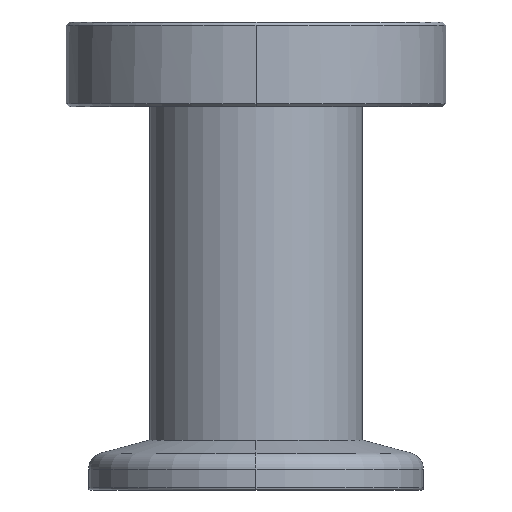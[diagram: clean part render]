
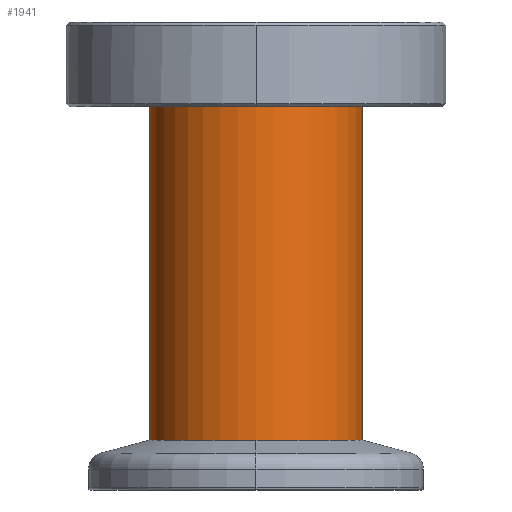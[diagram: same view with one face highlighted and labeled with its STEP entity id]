
A CAD part, front view. The second image highlights one B-rep face of the part: STEP entity #1941.
In plain terms, the highlighted cylindrical face has radius 9.525 mm (diameter 19.05 mm), a partial arc.
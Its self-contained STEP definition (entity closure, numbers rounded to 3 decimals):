
#327 = DIRECTION ( 'NONE',  ( 0., 0., -1. ) ) ;
#344 = EDGE_CURVE ( 'NONE', #654, #1560, #832, .T. ) ;
#410 = AXIS2_PLACEMENT_3D ( 'NONE', #1067, #327, #2271 ) ;
#472 = DIRECTION ( 'NONE',  ( 1., 0., 0. ) ) ;
#482 = EDGE_CURVE ( 'NONE', #1838, #1560, #1820, .T. ) ;
#535 = CARTESIAN_POINT ( 'NONE',  ( 9.525, 0., 16.85 ) ) ;
#633 = VECTOR ( 'NONE', #2614, 1000. ) ;
#654 = VERTEX_POINT ( 'NONE', #2146 ) ;
#724 = CARTESIAN_POINT ( 'NONE',  ( 0., 0., -16.85 ) ) ;
#823 = ORIENTED_EDGE ( 'NONE', *, *, #2564, .F. ) ;
#832 = LINE ( 'NONE', #535, #1325 ) ;
#838 = FACE_OUTER_BOUND ( 'NONE', #1249, .T. ) ;
#863 = CARTESIAN_POINT ( 'NONE',  ( 0., 0., 16.85 ) ) ;
#1067 = CARTESIAN_POINT ( 'NONE',  ( 0., 0., 16.85 ) ) ;
#1107 = DIRECTION ( 'NONE',  ( 1., 0., 0. ) ) ;
#1249 = EDGE_LOOP ( 'NONE', ( #2412, #823, #1789, #3176 ) ) ;
#1325 = VECTOR ( 'NONE', #1985, 1000. ) ;
#1339 = CYLINDRICAL_SURFACE ( 'NONE', #410, 9.525 ) ;
#1500 = CARTESIAN_POINT ( 'NONE',  ( -9.525, 0., -16.85 ) ) ;
#1510 = CIRCLE ( 'NONE', #1913, 9.525 ) ;
#1555 = CARTESIAN_POINT ( 'NONE',  ( 9.525, 0., -16.85 ) ) ;
#1560 = VERTEX_POINT ( 'NONE', #1555 ) ;
#1789 = ORIENTED_EDGE ( 'NONE', *, *, #2175, .T. ) ;
#1820 = CIRCLE ( 'NONE', #2984, 9.525 ) ;
#1838 = VERTEX_POINT ( 'NONE', #1500 ) ;
#1913 = AXIS2_PLACEMENT_3D ( 'NONE', #863, #2560, #1107 ) ;
#1941 = ADVANCED_FACE ( 'NONE', ( #838 ), #1339, .T. ) ;
#1985 = DIRECTION ( 'NONE',  ( 0., 0., -1. ) ) ;
#2146 = CARTESIAN_POINT ( 'NONE',  ( 9.525, 0., 16.85 ) ) ;
#2175 = EDGE_CURVE ( 'NONE', #2243, #1838, #2924, .T. ) ;
#2178 = DIRECTION ( 'NONE',  ( 0., 0., 1. ) ) ;
#2243 = VERTEX_POINT ( 'NONE', #2643 ) ;
#2271 = DIRECTION ( 'NONE',  ( -1., 0., 0. ) ) ;
#2412 = ORIENTED_EDGE ( 'NONE', *, *, #344, .F. ) ;
#2560 = DIRECTION ( 'NONE',  ( 0., 0., 1. ) ) ;
#2564 = EDGE_CURVE ( 'NONE', #2243, #654, #1510, .T. ) ;
#2614 = DIRECTION ( 'NONE',  ( 0., 0., -1. ) ) ;
#2643 = CARTESIAN_POINT ( 'NONE',  ( -9.525, 0., 16.85 ) ) ;
#2924 = LINE ( 'NONE', #3108, #633 ) ;
#2984 = AXIS2_PLACEMENT_3D ( 'NONE', #724, #2178, #472 ) ;
#3108 = CARTESIAN_POINT ( 'NONE',  ( -9.525, 0., 16.85 ) ) ;
#3176 = ORIENTED_EDGE ( 'NONE', *, *, #482, .T. ) ;
